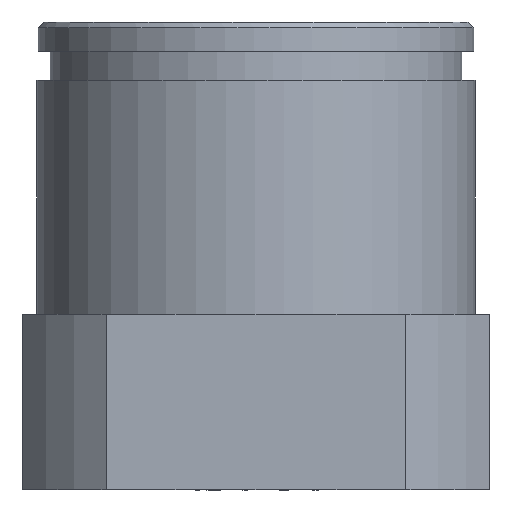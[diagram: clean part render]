
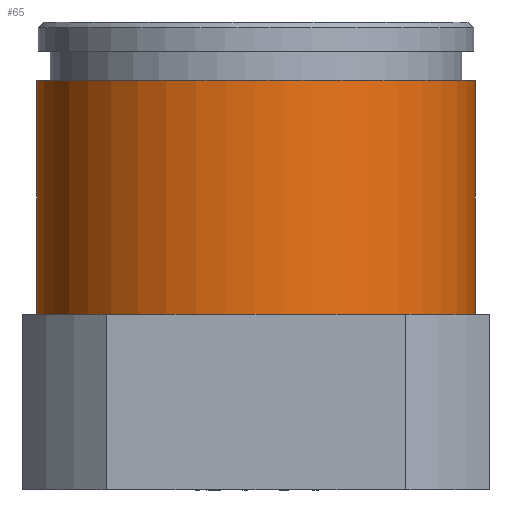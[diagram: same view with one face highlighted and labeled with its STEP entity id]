
A CAD part, front view. The second image highlights one B-rep face of the part: STEP entity #65.
In plain terms, the highlighted free-form (B-spline) face has degree [2, 1] with [5, 2] control points.
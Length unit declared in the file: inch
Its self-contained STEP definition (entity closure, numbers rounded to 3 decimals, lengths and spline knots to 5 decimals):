
#65=ADVANCED_FACE($,(#123),#759,.T.);
#123=FACE_OUTER_BOUND($,#184,.T.);
#184=EDGE_LOOP($,(#421,#422,#423,#424));
#421=ORIENTED_EDGE($,*,*,#604,.T.);
#422=ORIENTED_EDGE($,*,*,#485,.T.);
#423=ORIENTED_EDGE($,*,*,#606,.F.);
#424=ORIENTED_EDGE($,*,*,#605,.F.);
#485=EDGE_CURVE($,#628,#627,#771,.T.);
#604=EDGE_CURVE($,#699,#628,#907,.T.);
#605=EDGE_CURVE($,#699,#700,#845,.T.);
#606=EDGE_CURVE($,#700,#627,#908,.T.);
#627=VERTEX_POINT($,#2213);
#628=VERTEX_POINT($,#2214);
#699=VERTEX_POINT($,#2285);
#700=VERTEX_POINT($,#2286);
#759=(
BOUNDED_SURFACE()
B_SPLINE_SURFACE(2,1,((#2112,#2113),(#2114,#2115),(#2116,#2117),(#2118,#2119),
(#2120,#2121)),.UNSPECIFIED.,.F.,.F.,.F.)
B_SPLINE_SURFACE_WITH_KNOTS((3,2,3),(2,2),(3.14159,4.71239,
6.28319),(1.22969,1.62969),.UNSPECIFIED.)
GEOMETRIC_REPRESENTATION_ITEM()
RATIONAL_B_SPLINE_SURFACE(((1.,1.),(0.707,0.707),
(1.,1.),(0.707,0.707),(1.,1.)))
REPRESENTATION_ITEM($)
SURFACE()
);
#771=B_SPLINE_CURVE_WITH_KNOTS($,1,(#1035,#1036),.UNSPECIFIED.,.F.,.F.,(2,
2),(1.22969,1.62969),.UNSPECIFIED.);
#845=B_SPLINE_CURVE_WITH_KNOTS($,1,(#1567,#1568),.UNSPECIFIED.,.F.,.F.,(2,
2),(1.22969,1.62969),.UNSPECIFIED.);
#907=(
BOUNDED_CURVE()
B_SPLINE_CURVE(2,(#1562,#1563,#1564,#1565,#1566),.UNSPECIFIED.,.F.,.F.)
B_SPLINE_CURVE_WITH_KNOTS((3,2,3),(3.14159,4.71239,6.28319),
.UNSPECIFIED.)
CURVE()
GEOMETRIC_REPRESENTATION_ITEM()
RATIONAL_B_SPLINE_CURVE((1.,0.707,1.,0.707,1.))
REPRESENTATION_ITEM($)
);
#908=(
BOUNDED_CURVE()
B_SPLINE_CURVE(2,(#1569,#1570,#1571,#1572,#1573),.UNSPECIFIED.,.F.,.F.)
B_SPLINE_CURVE_WITH_KNOTS((3,2,3),(3.14159,4.71239,6.28319),
.UNSPECIFIED.)
CURVE()
GEOMETRIC_REPRESENTATION_ITEM()
RATIONAL_B_SPLINE_CURVE((1.,0.707,1.,0.707,1.))
REPRESENTATION_ITEM($)
);
#1035=CARTESIAN_POINT($,(-0.375,0.,0.7));
#1036=CARTESIAN_POINT($,(-0.375,0.,0.3));
#1562=CARTESIAN_POINT($,(0.375,0.,0.7));
#1563=CARTESIAN_POINT($,(0.375,-0.375,0.7));
#1564=CARTESIAN_POINT($,(0.,-0.375,0.7));
#1565=CARTESIAN_POINT($,(-0.375,-0.375,0.7));
#1566=CARTESIAN_POINT($,(-0.375,0.,0.7));
#1567=CARTESIAN_POINT($,(0.375,0.,0.7));
#1568=CARTESIAN_POINT($,(0.375,0.,0.3));
#1569=CARTESIAN_POINT($,(0.375,0.,0.3));
#1570=CARTESIAN_POINT($,(0.375,-0.375,0.3));
#1571=CARTESIAN_POINT($,(0.,-0.375,0.3));
#1572=CARTESIAN_POINT($,(-0.375,-0.375,0.3));
#1573=CARTESIAN_POINT($,(-0.375,0.,0.3));
#2112=CARTESIAN_POINT($,(0.375,0.,0.7));
#2113=CARTESIAN_POINT($,(0.375,0.,0.3));
#2114=CARTESIAN_POINT($,(0.375,-0.375,0.7));
#2115=CARTESIAN_POINT($,(0.375,-0.375,0.3));
#2116=CARTESIAN_POINT($,(0.,-0.375,0.7));
#2117=CARTESIAN_POINT($,(0.,-0.375,0.3));
#2118=CARTESIAN_POINT($,(-0.375,-0.375,0.7));
#2119=CARTESIAN_POINT($,(-0.375,-0.375,0.3));
#2120=CARTESIAN_POINT($,(-0.375,0.,0.7));
#2121=CARTESIAN_POINT($,(-0.375,0.,0.3));
#2213=CARTESIAN_POINT($,(-0.375,0.,0.3));
#2214=CARTESIAN_POINT($,(-0.375,0.,0.7));
#2285=CARTESIAN_POINT($,(0.375,0.,0.7));
#2286=CARTESIAN_POINT($,(0.375,0.,0.3));
